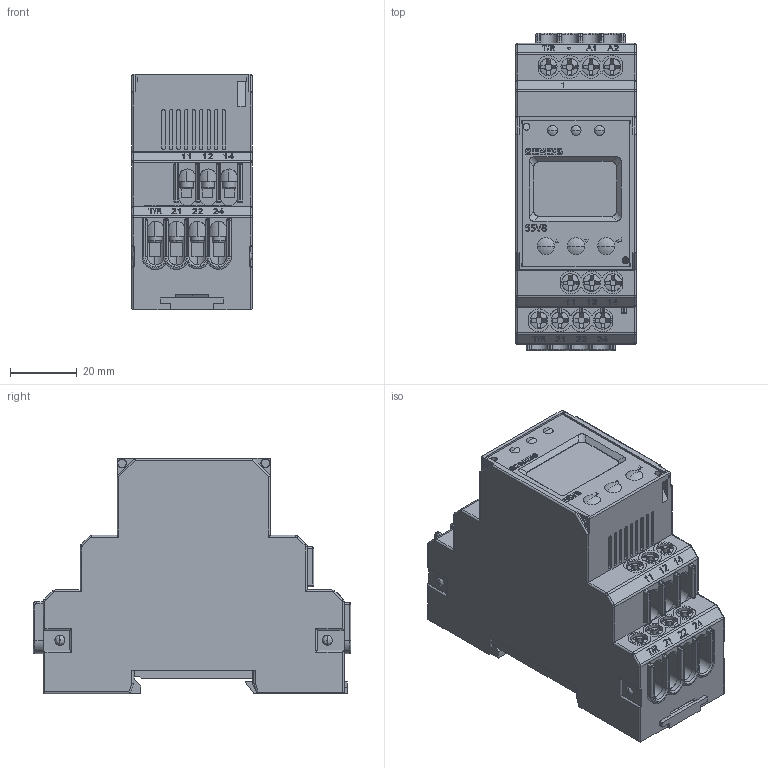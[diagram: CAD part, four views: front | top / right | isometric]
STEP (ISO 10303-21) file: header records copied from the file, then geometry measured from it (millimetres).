
FILE_DESCRIPTION(('STEP AP214'),'1');
FILE_NAME('cctmp_C5480987-7C10-40EC-AF15-6B3641DD30A9_2023_08_18_18_25_54_0122..stp','2023-08-18T16:25:55',('SIEMENS A&D'),('CADClick - www.CADClick.com'),'Spatial InterOp 3D postprocessed',' ','unknown authorization');
FILE_SCHEMA(('AUTOMOTIVE_DESIGN'));
Length unit declared in the file: millimetre
Products named in the file (3): cc_unnamed; 2023_08_18_18_25_54_0066; 2023_08_18_18_25_54_0063
Assembly tree (2 placements, depth 2):
  cc_unnamed
    2023_08_18_18_25_54_0066
    2023_08_18_18_25_54_0063
Bounding box: 36 x 94.99 x 70.47 mm (x, y, z)
Volume: 161365.9 mm3; surface area: 33503.7 mm2
Topology: 2 solids, 4 shells, 1635 faces, 4276 edges, 2749 vertices
Faces by surface type: plane 922, cylinder 496, extrusion 68, sphere 63, bspline 44, torus 42
Full cylindrical faces by diameter (mm): 5.2 x1
Entity records: 60906 total; most frequent: CARTESIAN_POINT 16739, ORIENTED_EDGE 8496, DIRECTION 7653, EDGE_CURVE 4248, VERTEX_POINT 2748, AXIS2_PLACEMENT_3D 2626, VECTOR 2401, LINE 2333
